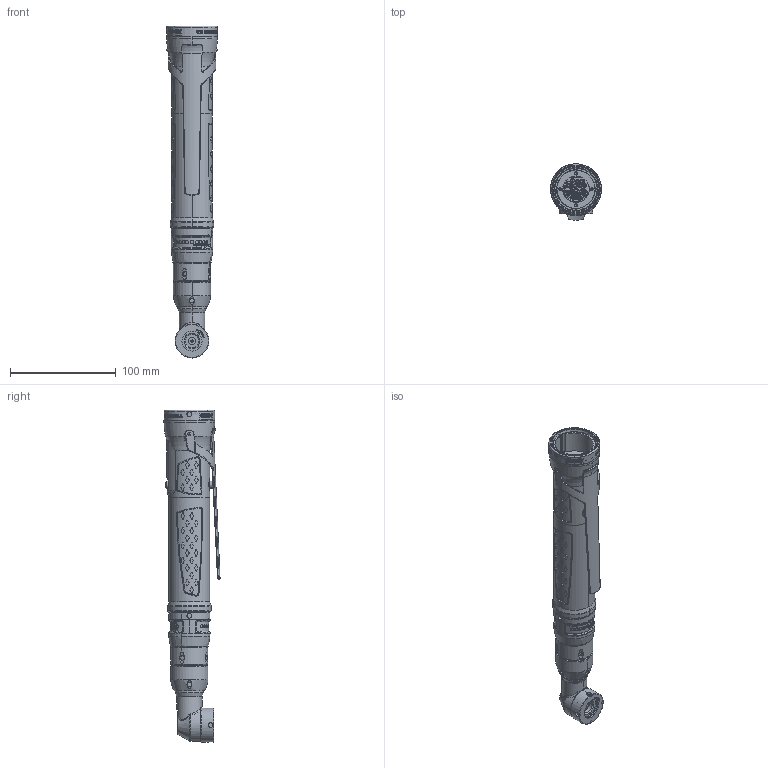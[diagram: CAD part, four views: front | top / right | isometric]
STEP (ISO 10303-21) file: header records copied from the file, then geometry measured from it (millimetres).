
FILE_DESCRIPTION((''),'2;1');
FILE_NAME('8436412041_ASM','2015-12-09T',('TOOcsr'),(''),'CREO PARAMETRIC BY PTC INC, 2015080','CREO PARAMETRIC BY PTC INC, 2015080','');
FILE_SCHEMA(('CONFIG_CONTROL_DESIGN','GEOMETRIC_VALIDATION_PROPERTIES_MIM'));
Products named in the file (52): 4220410004; 4220502200; 4220405381_ASM; 4220406381_ASM; 4220303500; 4220502203; 4222011600; 4220410081_SPEC_ASM; 4220410080_ASM; 4220434410; 4220253410_DEFORMED; 4220434481_ASM; 4220434210; 4220417710; 4220417781_ASM; 4220408000; 4220408004; 4220408003; 4220408081_ASM; 4220408001; 4224211402_ASM; 4220428906; 4220433801_MONTERAD; 4220433886_ASM; 4220405912; 4224423001_ASM; 4220421101; 4220421180_ASM; 4220407300; EA_DIOD_ORANGE; EA_DIOD_RED; EA_DIOD_YELLOW; EA_DIOD_GREEN; EA_DIOD_BLUE; 4220417180_ASM; 4220449400; 4220407380_ASM; 4220407704; 4220407702; 4220407781_ASM ...
Assembly tree (58 placements, depth 5):
  8436412041_ASM
    4224211402_ASM
      4220406381_ASM
        4220405381_ASM
          4220410004
          4220502200  x3
      4220410080_ASM
        4220410081_SPEC_ASM
          4220303500
          4220502203
          4222011600
      4220434481_ASM
        4220434410
        4220253410_DEFORMED
      4220417781_ASM
        4220434210
        4220417710
      4220408081_ASM
        4220408000
        4220408004
        4220408003
      4220408001
    4220433886_ASM
      4220428906
      4220433801_MONTERAD  x2
    4224423001_ASM
      4220405912
    4224230602_ASM
      4220421180_ASM
        4220421101
      4220407380_ASM
        4220407300
        4220417180_ASM
          EA_DIOD_ORANGE
          EA_DIOD_RED  x2
          EA_DIOD_YELLOW  x2
          EA_DIOD_GREEN  x2
          EA_DIOD_BLUE  x2
        4220449400
      4220407781_ASM
        4220407704
        4220407702
      4220407703
    4224252005_ASM
      4220353602
      4090066100
      4220353613
      4220356869_ASM
        4220356842_ASM
          4220356843
          4210433106_AF0
    4220370301
Bounding box: 48 x 53 x 313.37 mm (x, y, z)
Volume: 117700.4 mm3; surface area: 136758.9 mm2
Topology: 49 solids, 55 shells, 4928 faces, 12588 edges, 8027 vertices
Faces by surface type: plane 1696, bspline 1379, cylinder 998, extrusion 432, cone 239, torus 174, sphere 10
Entity records: 226650 total; most frequent: CARTESIAN_POINT 85880, ORIENTED_EDGE 23814, DIRECTION 16443, EDGE_CURVE 11920, PRESENTATION_STYLE_ASSIGNMENT 11370, STYLED_ITEM 11262, CURVE_STYLE 11143, VERTEX_POINT 7628
